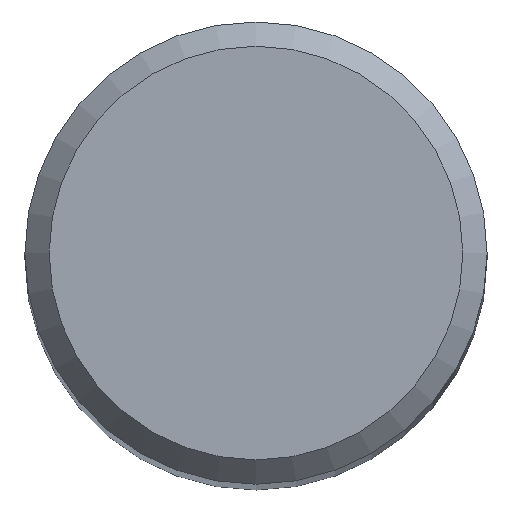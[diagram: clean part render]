
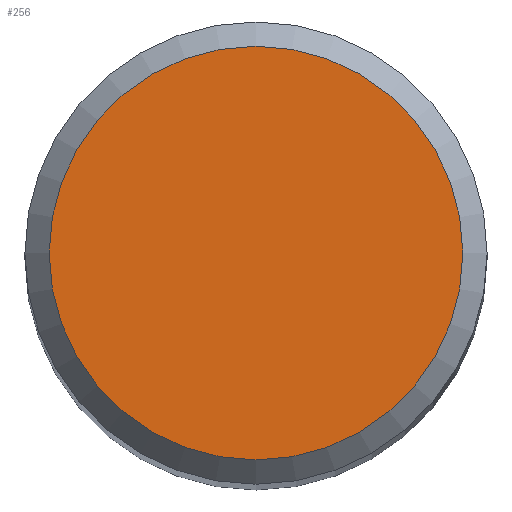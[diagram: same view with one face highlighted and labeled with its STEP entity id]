
A CAD part, top view. The second image highlights one B-rep face of the part: STEP entity #256.
In plain terms, the highlighted planar face has unit normal (0, 0, 1).
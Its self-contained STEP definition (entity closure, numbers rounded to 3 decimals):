
#192=FACE_OUTER_BOUND('',#433,.T.);
#256=ADVANCED_FACE('CU_CY_N4_SU_1',(#192),#334,.F.);
#334=PLANE('',#1091);
#433=EDGE_LOOP('',(#535));
#535=ORIENTED_EDGE('',*,*,#870,.F.);
#792=VERTEX_POINT('',#1572);
#870=EDGE_CURVE('',#792,#792,#999,.T.);
#999=CIRCLE('',#1090,17.039);
#1090=AXIS2_PLACEMENT_3D('',#1571,#1241,#1242);
#1091=AXIS2_PLACEMENT_3D('',#1573,#1243,#1244);
#1241=DIRECTION('',(0.,0.,-1.));
#1242=DIRECTION('',(-1.,0.,0.));
#1243=DIRECTION('',(0.,0.,-1.));
#1244=DIRECTION('',(-1.,0.,0.));
#1571=CARTESIAN_POINT('',(0.,0.,0.));
#1572=CARTESIAN_POINT('',(-17.039,0.,0.));
#1573=CARTESIAN_POINT('',(0.,0.,0.));
